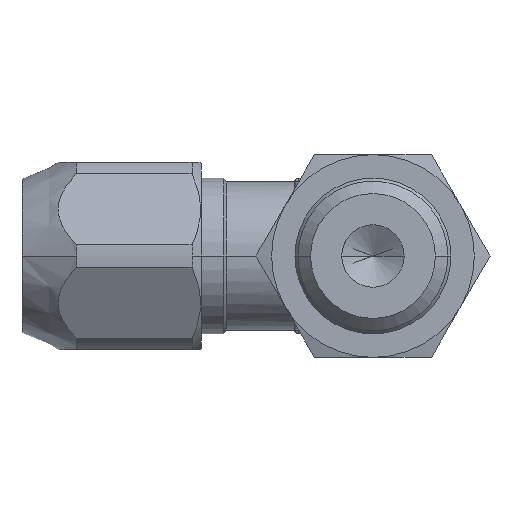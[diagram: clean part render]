
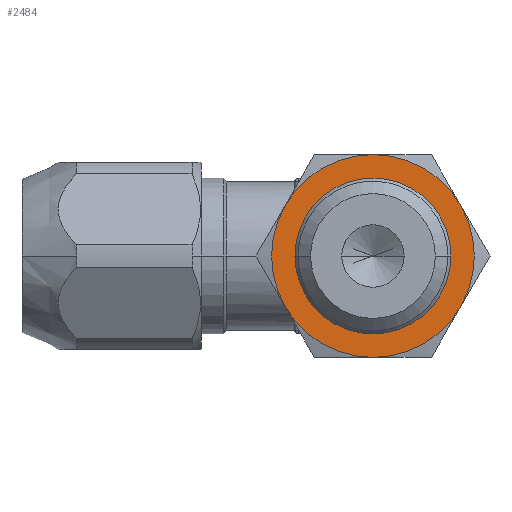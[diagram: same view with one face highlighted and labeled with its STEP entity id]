
A CAD part, front view. The second image highlights one B-rep face of the part: STEP entity #2484.
In plain terms, the highlighted planar face has unit normal (0, -1, 0).
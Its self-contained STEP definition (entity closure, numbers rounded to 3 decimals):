
#492=CARTESIAN_POINT('',(0.,-14.,0.));
#493=DIRECTION('',(0.,-1.,0.));
#494=DIRECTION('',(0.,0.,1.));
#495=AXIS2_PLACEMENT_3D('',#492,#493,#494);
#502=CARTESIAN_POINT('',(-5.629,-14.,3.25));
#511=CARTESIAN_POINT('',(0.,-14.,0.));
#512=DIRECTION('',(0.,-1.,0.));
#513=DIRECTION('',(0.866,0.,0.5));
#514=AXIS2_PLACEMENT_3D('',#511,#512,#513);
#521=CARTESIAN_POINT('',(0.,-14.,6.5));
#528=CARTESIAN_POINT('',(5.629,-14.,3.25));
#537=CARTESIAN_POINT('',(0.,-14.,0.));
#538=DIRECTION('',(0.,-1.,0.));
#539=DIRECTION('',(0.866,0.,-0.5));
#540=AXIS2_PLACEMENT_3D('',#537,#538,#539);
#547=CARTESIAN_POINT('',(5.629,-14.,-3.25));
#556=CARTESIAN_POINT('',(0.,-14.,0.));
#557=DIRECTION('',(0.,1.,0.));
#558=DIRECTION('',(0.866,0.,-0.5));
#559=AXIS2_PLACEMENT_3D('',#556,#557,#558);
#568=CARTESIAN_POINT('',(0.,-14.,0.));
#569=DIRECTION('',(0.,1.,0.));
#570=DIRECTION('',(0.,0.,-1.));
#571=AXIS2_PLACEMENT_3D('',#568,#569,#570);
#578=CARTESIAN_POINT('',(0.,-14.,-6.5));
#580=CARTESIAN_POINT('',(0.,-14.,0.));
#581=DIRECTION('',(0.,-1.,0.));
#582=DIRECTION('',(1.,0.,0.));
#583=AXIS2_PLACEMENT_3D('',#580,#581,#582);
#585=CARTESIAN_POINT('',(0.,-14.,0.));
#586=DIRECTION('',(0.,-1.,0.));
#587=DIRECTION('',(-1.,0.,0.));
#588=AXIS2_PLACEMENT_3D('',#585,#586,#587);
#590=CARTESIAN_POINT('',(0.,-14.,0.));
#591=DIRECTION('',(0.,-1.,0.));
#592=DIRECTION('',(-0.866,0.,0.5));
#593=AXIS2_PLACEMENT_3D('',#590,#591,#592);
#600=CARTESIAN_POINT('',(-5.629,-14.,-3.25));
#1756=VERTEX_POINT('',#528);
#1758=VERTEX_POINT('',#521);
#1760=VERTEX_POINT('',#502);
#1770=VERTEX_POINT('',#547);
#1771=VERTEX_POINT('',#600);
#1773=VERTEX_POINT('',#578);
#1807=CARTESIAN_POINT('',(5.,-14.,0.));
#1808=CARTESIAN_POINT('',(-5.,-14.,0.));
#1809=VERTEX_POINT('',#1807);
#1810=VERTEX_POINT('',#1808);
#2464=CARTESIAN_POINT('',(0.,-14.,0.));
#2465=DIRECTION('',(0.,-1.,0.));
#2466=DIRECTION('',(-1.,0.,0.));
#2467=AXIS2_PLACEMENT_3D('',#2464,#2465,#2466);
#2468=PLANE('',#2467);
#2469=ORIENTED_EDGE('',*,*,#2431,.F.);
#2470=ORIENTED_EDGE('',*,*,#2445,.T.);
#2471=ORIENTED_EDGE('',*,*,#2457,.T.);
#2473=ORIENTED_EDGE('',*,*,#2472,.F.);
#2474=ORIENTED_EDGE('',*,*,#2402,.F.);
#2475=ORIENTED_EDGE('',*,*,#2416,.F.);
#2476=EDGE_LOOP('',(#2469,#2470,#2471,#2473,#2474,#2475));
#2477=FACE_OUTER_BOUND('',#2476,.F.);
#2479=ORIENTED_EDGE('',*,*,#2478,.T.);
#2481=ORIENTED_EDGE('',*,*,#2480,.T.);
#2482=EDGE_LOOP('',(#2479,#2481));
#2483=FACE_BOUND('',#2482,.F.);
#2484=ADVANCED_FACE('',(#2477,#2483),#2468,.T.);
#496=CIRCLE('',#495,6.5);
#515=CIRCLE('',#514,6.5);
#541=CIRCLE('',#540,6.5);
#560=CIRCLE('',#559,6.5);
#572=CIRCLE('',#571,6.5);
#584=CIRCLE('',#583,5.);
#589=CIRCLE('',#588,5.);
#594=CIRCLE('',#593,6.5);
#2402=EDGE_CURVE('',#1758,#1760,#496,.T.);
#2416=EDGE_CURVE('',#1756,#1758,#515,.T.);
#2431=EDGE_CURVE('',#1770,#1756,#541,.T.);
#2445=EDGE_CURVE('',#1770,#1773,#560,.T.);
#2457=EDGE_CURVE('',#1773,#1771,#572,.T.);
#2472=EDGE_CURVE('',#1760,#1771,#594,.T.);
#2478=EDGE_CURVE('',#1809,#1810,#584,.T.);
#2480=EDGE_CURVE('',#1810,#1809,#589,.T.);
